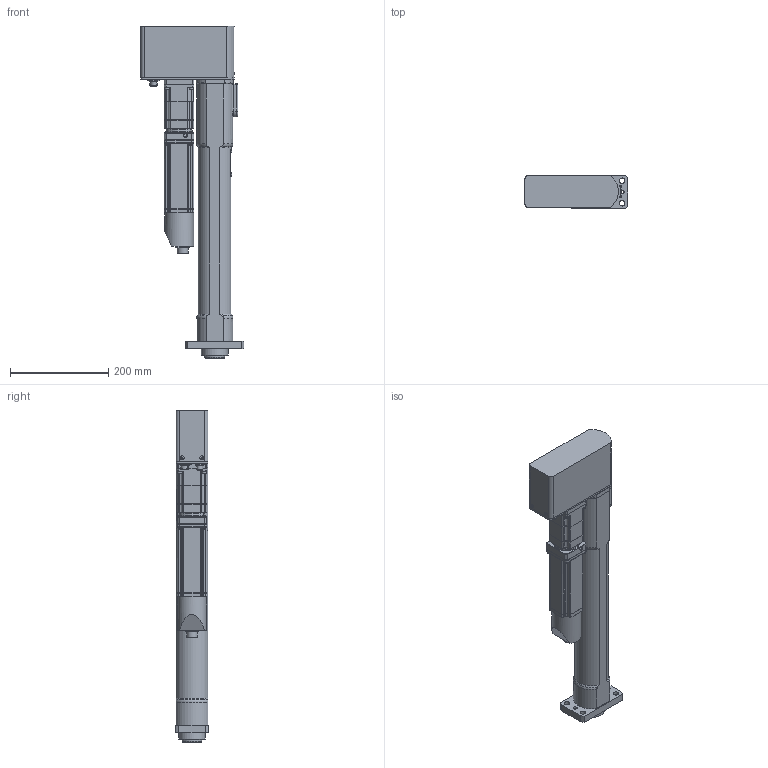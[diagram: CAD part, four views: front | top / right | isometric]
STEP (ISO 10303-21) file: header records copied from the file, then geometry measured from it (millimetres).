
FILE_DESCRIPTION(/* description */ (''),/* implementation_level */ '2;1');
FILE_NAME(/* name */ 'DPS-051R3-30PB(-P)(DS-P101_P102)_OUTLINE.stp',/* time_stamp */ '2024-05-07T10:10:55+09:00',/* author */ ('y-mizuno'),/* organization */ (''),/* preprocessor_version */ 'ST-DEVELOPER v19.2',/* originating_system */ 'Autodesk Inventor 2023',/* authorisation */ '');
FILE_SCHEMA (('CONFIG_CONTROL_DESIGN'));
Length unit declared in the file: millimetre
Products named in the file (3): DPS-051R3-30PB_OUTLINE; DPS-051R3-30PB_OUTLINE-HOLDER; DPS-051R3-30PB_OUTLINE-SHAFT
Assembly tree (2 placements, depth 2):
  DPS-051R3-30PB_OUTLINE
    DPS-051R3-30PB_OUTLINE-HOLDER
    DPS-051R3-30PB_OUTLINE-SHAFT
Bounding box: 210.5 x 68 x 675 mm (x, y, z)
Volume: 4468477.2 mm3; surface area: 454776.9 mm2
Topology: 4 solids, 16 shells, 1302 faces, 3298 edges, 2095 vertices
Faces by surface type: plane 642, cylinder 316, bspline 154, cone 131, torus 51, sphere 8
Full cylindrical faces by diameter (mm): 1 x7, 1.2 x3, 1.4 x3, 2.459 x2, 3 x1, 3.2 x4, 3.242 x3, 4 x11, 4.134 x6, 4.5 x4, 5 x3, 6.8 x1, 7 x6, 8 x9, 8.5 x6, 10.6 x1, 10.7 x1, 11 x4, 12 x1, 16 x2, 18 x1, 22 x1, 24 x2, 40 x2, 50 x1, 52.2 x1, 53.4 x1, 54 x1, 59 x1
Entity records: 46679 total; most frequent: CARTESIAN_POINT 14839, ORIENTED_EDGE 6520, DIRECTION 5956, EDGE_CURVE 3272, VERTEX_POINT 2097, AXIS2_PLACEMENT_3D 2087, LINE 1782, VECTOR 1782
